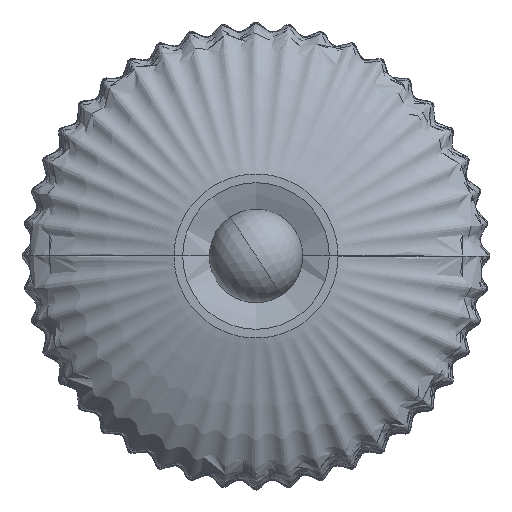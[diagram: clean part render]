
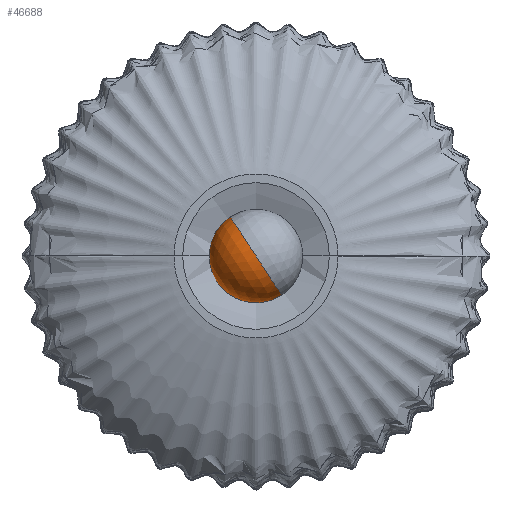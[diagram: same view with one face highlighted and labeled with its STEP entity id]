
A CAD part, front view. The second image highlights one B-rep face of the part: STEP entity #46688.
In plain terms, the highlighted spherical face has radius 30 mm.
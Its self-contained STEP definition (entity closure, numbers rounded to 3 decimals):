
#300 = CARTESIAN_POINT ( 'NONE',  ( 0., -609.858, 0. ) ) ;
#2771 = ORIENTED_EDGE ( 'NONE', *, *, #11646, .F. ) ;
#5277 = CARTESIAN_POINT ( 'NONE',  ( 0., -629., 0. ) ) ;
#9184 = CARTESIAN_POINT ( 'NONE',  ( 0., -629., 0. ) ) ;
#10687 = VERTEX_POINT ( 'NONE', #19125 ) ;
#10737 = CIRCLE ( 'NONE', #56135, 30. ) ;
#11548 = AXIS2_PLACEMENT_3D ( 'NONE', #300, #34997, #43823 ) ;
#11646 = EDGE_CURVE ( 'NONE', #30964, #10687, #56015, .T. ) ;
#12827 = AXIS2_PLACEMENT_3D ( 'NONE', #35694, #48784, #31424 ) ;
#17512 = CARTESIAN_POINT ( 'NONE',  ( 0., -659., 0. ) ) ;
#17809 = ORIENTED_EDGE ( 'NONE', *, *, #51096, .T. ) ;
#19125 = CARTESIAN_POINT ( 'NONE',  ( -12.634, -609.858, 19.338 ) ) ;
#22367 = EDGE_LOOP ( 'NONE', ( #35086, #17809, #2771 ) ) ;
#22625 = DIRECTION ( 'NONE',  ( 0.837, 0., 0.547 ) ) ;
#22818 = DIRECTION ( 'NONE',  ( -0.837, 0., -0.547 ) ) ;
#25889 = EDGE_CURVE ( 'NONE', #32500, #30964, #10737, .T. ) ;
#27083 = DIRECTION ( 'NONE',  ( 0.547, 0., -0.837 ) ) ;
#30787 = SPHERICAL_SURFACE ( 'NONE', #51873, 30. ) ;
#30964 = VERTEX_POINT ( 'NONE', #54237 ) ;
#31424 = DIRECTION ( 'NONE',  ( -0.547, 0., 0.837 ) ) ;
#32500 = VERTEX_POINT ( 'NONE', #17512 ) ;
#34997 = DIRECTION ( 'NONE',  ( 0., 1., 0. ) ) ;
#35086 = ORIENTED_EDGE ( 'NONE', *, *, #25889, .F. ) ;
#35694 = CARTESIAN_POINT ( 'NONE',  ( 0., -629., 0. ) ) ;
#35702 = DIRECTION ( 'NONE',  ( 0.547, 0., -0.837 ) ) ;
#38258 = CIRCLE ( 'NONE', #12827, 30. ) ;
#43823 = DIRECTION ( 'NONE',  ( 0.547, 0., -0.837 ) ) ;
#45003 = FACE_OUTER_BOUND ( 'NONE', #22367, .T. ) ;
#46688 = ADVANCED_FACE ( 'NONE', ( #45003 ), #30787, .T. ) ;
#48784 = DIRECTION ( 'NONE',  ( -0.837, 0., -0.547 ) ) ;
#51096 = EDGE_CURVE ( 'NONE', #32500, #10687, #38258, .T. ) ;
#51873 = AXIS2_PLACEMENT_3D ( 'NONE', #9184, #22818, #27083 ) ;
#54237 = CARTESIAN_POINT ( 'NONE',  ( 12.634, -609.858, -19.338 ) ) ;
#56015 = CIRCLE ( 'NONE', #11548, 23.099 ) ;
#56135 = AXIS2_PLACEMENT_3D ( 'NONE', #5277, #22625, #35702 ) ;
